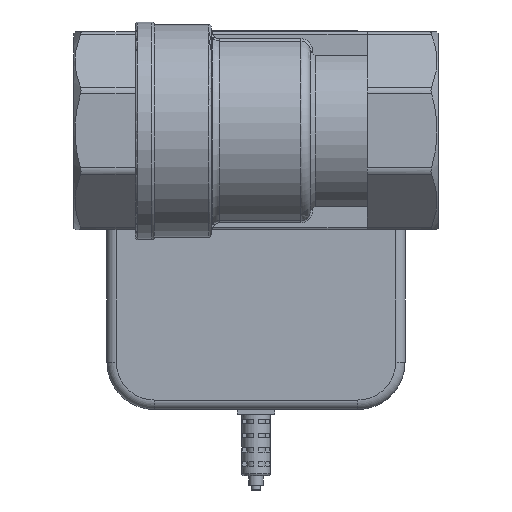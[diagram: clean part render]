
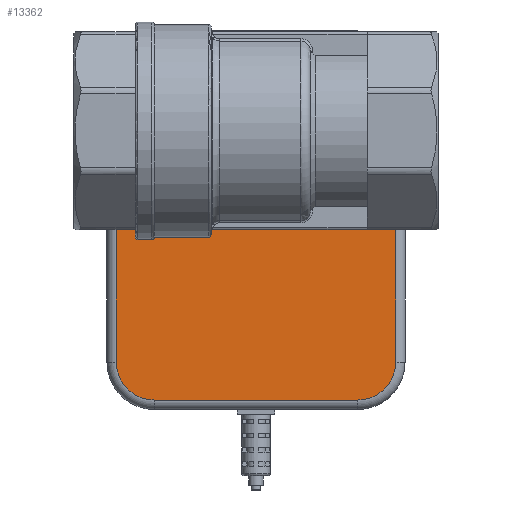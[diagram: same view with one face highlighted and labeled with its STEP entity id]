
A CAD part, front view. The second image highlights one B-rep face of the part: STEP entity #13362.
In plain terms, the highlighted planar face has unit normal (0, -1, 0).
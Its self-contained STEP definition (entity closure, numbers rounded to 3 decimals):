
#302=FACE_BOUND('',#3842,.T.);
#655=PLANE('',#14405);
#1428=LINE('',#21555,#2367);
#1429=LINE('',#21563,#2368);
#1430=LINE('',#21572,#2369);
#1432=LINE('',#21581,#2371);
#2367=VECTOR('',#16822,10.);
#2368=VECTOR('',#16833,10.);
#2369=VECTOR('',#16846,10.);
#2371=VECTOR('',#16858,10.);
#3123=FACE_OUTER_BOUND('',#3841,.T.);
#3841=EDGE_LOOP('',(#11039,#11040,#11041,#11042,#11043,#11044,#11045,#11046));
#3842=EDGE_LOOP('',(#11047));
#4716=CIRCLE('',#14177,10.);
#4814=CIRCLE('',#14383,8.);
#4818=CIRCLE('',#14389,8.);
#4822=CIRCLE('',#14395,8.);
#4826=CIRCLE('',#14401,8.);
#5706=VERTEX_POINT('',#20988);
#5887=VERTEX_POINT('',#21547);
#5888=VERTEX_POINT('',#21549);
#5889=VERTEX_POINT('',#21553);
#5890=VERTEX_POINT('',#21557);
#5891=VERTEX_POINT('',#21561);
#5892=VERTEX_POINT('',#21565);
#5893=VERTEX_POINT('',#21570);
#5894=VERTEX_POINT('',#21574);
#7374=EDGE_CURVE('',#5706,#5706,#4716,.T.);
#7644=EDGE_CURVE('',#5887,#5888,#4814,.T.);
#7647=EDGE_CURVE('',#5888,#5889,#1428,.T.);
#7649=EDGE_CURVE('',#5889,#5890,#4818,.T.);
#7651=EDGE_CURVE('',#5890,#5891,#1429,.T.);
#7654=EDGE_CURVE('',#5891,#5892,#4822,.T.);
#7656=EDGE_CURVE('',#5892,#5893,#1430,.T.);
#7659=EDGE_CURVE('',#5893,#5894,#4826,.T.);
#7661=EDGE_CURVE('',#5894,#5887,#1432,.T.);
#11039=ORIENTED_EDGE('',*,*,#7644,.F.);
#11040=ORIENTED_EDGE('',*,*,#7661,.F.);
#11041=ORIENTED_EDGE('',*,*,#7659,.F.);
#11042=ORIENTED_EDGE('',*,*,#7656,.F.);
#11043=ORIENTED_EDGE('',*,*,#7654,.F.);
#11044=ORIENTED_EDGE('',*,*,#7651,.F.);
#11045=ORIENTED_EDGE('',*,*,#7649,.F.);
#11046=ORIENTED_EDGE('',*,*,#7647,.F.);
#11047=ORIENTED_EDGE('',*,*,#7374,.T.);
#13362=ADVANCED_FACE('',(#3123,#302),#655,.F.);
#14177=AXIS2_PLACEMENT_3D('',#20990,#16230,#16231);
#14383=AXIS2_PLACEMENT_3D('',#21550,#16814,#16815);
#14389=AXIS2_PLACEMENT_3D('',#21559,#16827,#16828);
#14395=AXIS2_PLACEMENT_3D('',#21568,#16840,#16841);
#14401=AXIS2_PLACEMENT_3D('',#21578,#16853,#16854);
#14405=AXIS2_PLACEMENT_3D('',#21585,#16864,#16865);
#16230=DIRECTION('center_axis',(0.,1.,0.));
#16231=DIRECTION('ref_axis',(1.,0.,0.));
#16814=DIRECTION('center_axis',(0.,1.,0.));
#16815=DIRECTION('ref_axis',(0.707,0.,-0.707));
#16822=DIRECTION('',(-1.,0.,0.));
#16827=DIRECTION('center_axis',(0.,1.,0.));
#16828=DIRECTION('ref_axis',(-0.707,0.,-0.707));
#16833=DIRECTION('',(0.,0.,1.));
#16840=DIRECTION('center_axis',(0.,1.,0.));
#16841=DIRECTION('ref_axis',(-0.707,0.,0.707));
#16846=DIRECTION('',(1.,0.,0.));
#16853=DIRECTION('center_axis',(0.,1.,0.));
#16854=DIRECTION('ref_axis',(0.707,0.,0.707));
#16858=DIRECTION('',(0.,0.,-1.));
#16864=DIRECTION('center_axis',(0.,1.,0.));
#16865=DIRECTION('ref_axis',(0.,0.,1.));
#20988=CARTESIAN_POINT('',(-10.,0.,-18.883));
#20990=CARTESIAN_POINT('Origin',(0.,0.,-18.883));
#21547=CARTESIAN_POINT('',(29.5,0.,-30.));
#21549=CARTESIAN_POINT('',(21.5,0.,-38.));
#21550=CARTESIAN_POINT('Origin',(21.5,0.,-30.));
#21553=CARTESIAN_POINT('',(-21.5,0.,-38.));
#21555=CARTESIAN_POINT('',(10.75,0.,-38.));
#21557=CARTESIAN_POINT('',(-29.5,0.,-30.));
#21559=CARTESIAN_POINT('Origin',(-21.5,0.,-30.));
#21561=CARTESIAN_POINT('',(-29.5,0.,30.));
#21563=CARTESIAN_POINT('',(-29.5,0.,-15.));
#21565=CARTESIAN_POINT('',(-21.5,0.,38.));
#21568=CARTESIAN_POINT('Origin',(-21.5,0.,30.));
#21570=CARTESIAN_POINT('',(21.5,0.,38.));
#21572=CARTESIAN_POINT('',(-10.75,0.,38.));
#21574=CARTESIAN_POINT('',(29.5,0.,30.));
#21578=CARTESIAN_POINT('Origin',(21.5,0.,30.));
#21581=CARTESIAN_POINT('',(29.5,0.,15.));
#21585=CARTESIAN_POINT('Origin',(0.,0.,0.));
